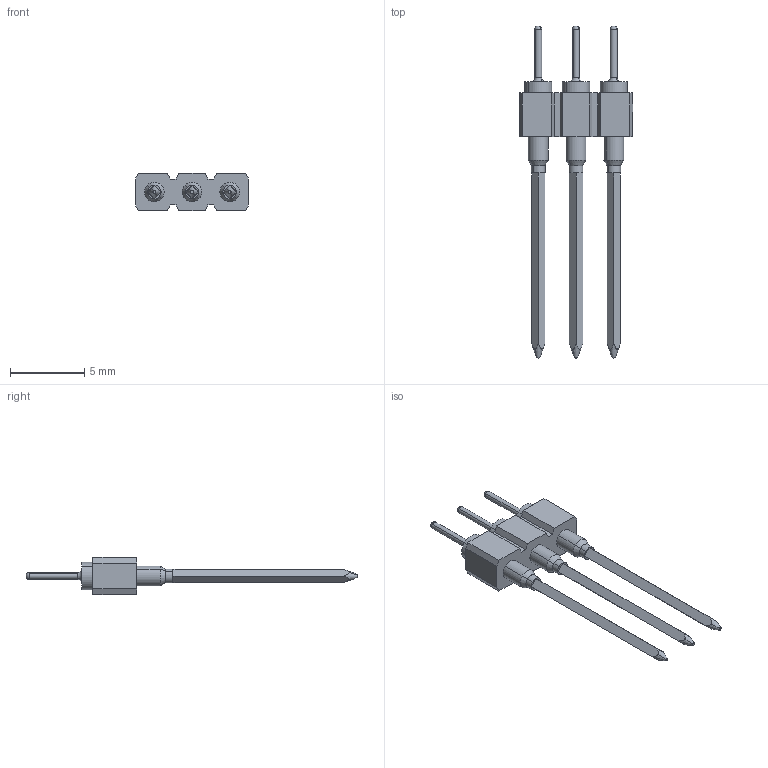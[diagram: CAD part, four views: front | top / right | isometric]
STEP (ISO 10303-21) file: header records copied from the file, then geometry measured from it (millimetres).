
FILE_DESCRIPTION(('STEP AP214'),'1');
FILE_NAME('pcb_connector_353-10-103-00-001101.stp','2015-04-10T03:41:28',('TraceParts'),('TraceParts S.A.'),'XStep 1.0',' ',' ');
FILE_SCHEMA(('automotive_design'));
Length unit declared in the file: millimetre
Products named in the file (1): 1
Bounding box: 7.62 x 22.36 x 2.54 mm (x, y, z)
Volume: 85.2 mm3; surface area: 247.7 mm2
Topology: 1 solids, 1 shells, 98 faces, 246 edges, 162 vertices
Faces by surface type: plane 50, cylinder 24, torus 12, cone 12
Entity records: 5780 total; most frequent: CARTESIAN_POINT 543, DIRECTION 522, STYLED_ITEM 506, PRESENTATION_STYLE_ASSIGNMENT 506, COLOUR_RGB 506, ORIENTED_EDGE 492, EDGE_CURVE 246, CURVE_STYLE 246
